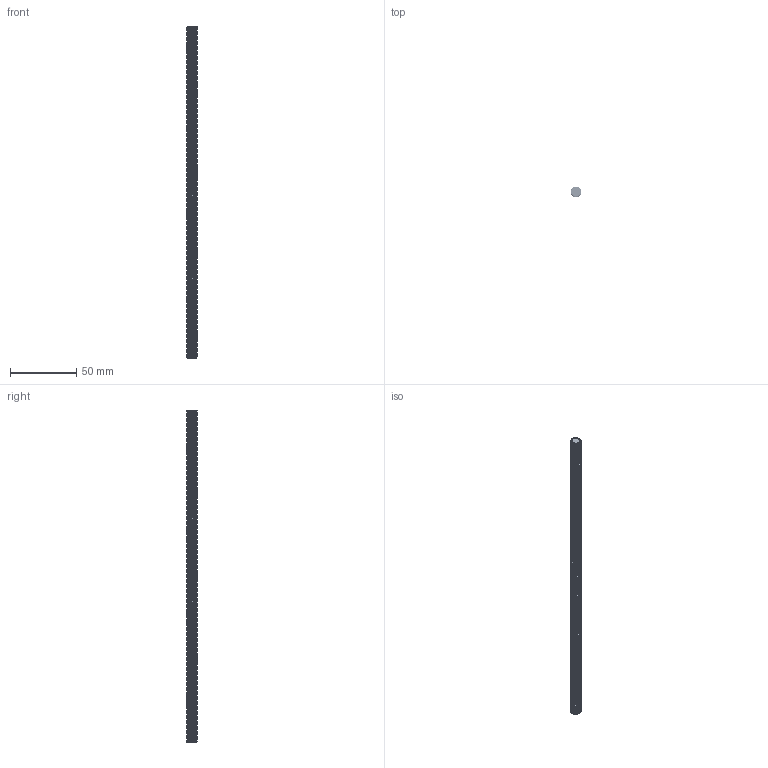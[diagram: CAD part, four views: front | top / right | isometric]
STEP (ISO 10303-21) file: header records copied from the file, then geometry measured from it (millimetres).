
FILE_DESCRIPTION(/* description */ ('STEP AP214'),/* implementation_level */ '2;1');
FILE_NAME(/* name */ '6876f851cc95e74f1a4e5c05',/* time_stamp */ '2025-07-16T00:54:41Z',/* author */ (''),/* organization */ (''),/* preprocessor_version */ 'ST-DEVELOPER v20',/* originating_system */ 'ONSHAPE BY PTC INC, 1.200',/* authorisation */ ' ');
FILE_SCHEMA (('AUTOMOTIVE_DESIGN {1 0 10303 214 3 1 1}'));
Products named in the file (1): Eje Z v5
Bounding box: 7.87 x 7.87 x 250 mm (x, y, z)
Volume: 11126.3 mm3; surface area: 9496.1 mm2
Topology: 1 solids, 1 shells, 6 faces, 12 edges, 8 vertices
Faces by surface type: plane 2, bspline 2, cylinder 2
Entity records: 37475 total; most frequent: CARTESIAN_POINT 37334, ORIENTED_EDGE 24, DIRECTION 18, EDGE_CURVE 12, AXIS2_PLACEMENT_3D 9, VERTEX_POINT 8, B_SPLINE_CURVE_WITH_KNOTS 8, EDGE_LOOP 6
